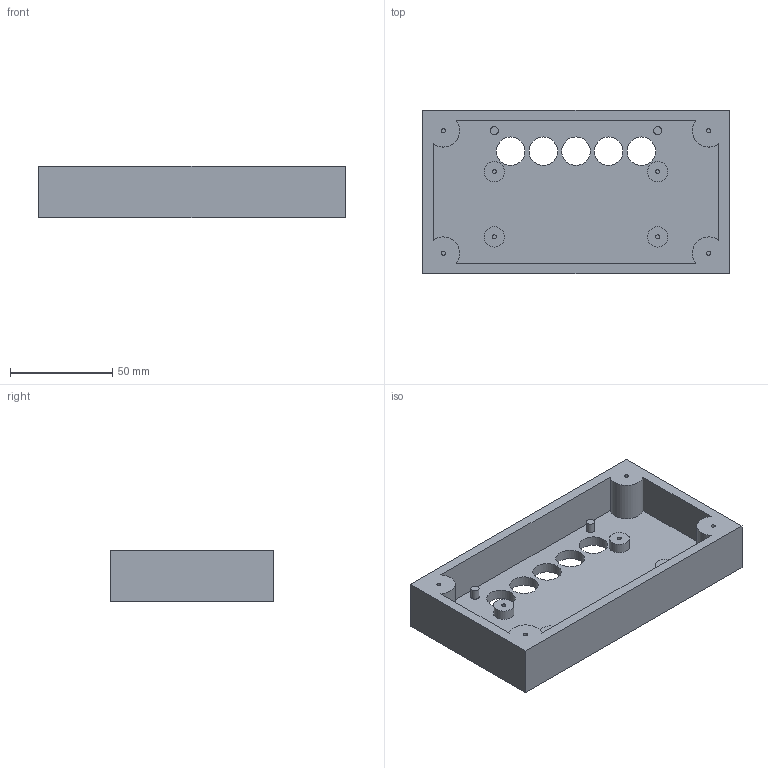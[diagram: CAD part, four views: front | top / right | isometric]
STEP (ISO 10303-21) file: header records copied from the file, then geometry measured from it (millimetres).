
FILE_DESCRIPTION(('Open CASCADE Model'),'2;1');
FILE_NAME('Open CASCADE Shape Model','2025-12-26T13:58:47',('Author'),( 'Open CASCADE'),'Open CASCADE STEP processor 7.8','build123d', 'Unknown');
FILE_SCHEMA(('AUTOMOTIVE_DESIGN { 1 0 10303 214 1 1 1 1 }'));
Length unit declared in the file: millimetre
Products named in the file (1): COMPOUND
Bounding box: 150 x 80 x 25 mm (x, y, z)
Volume: 113509.8 mm3; surface area: 44912.8 mm2
Topology: 1 solids, 1 shells, 48 faces, 93 edges, 62 vertices
Faces by surface type: plane 25, cylinder 23
Full cylindrical faces by diameter (mm): 2 x8, 4 x2, 10 x4, 14 x5
Entity records: 2464 total; most frequent: CARTESIAN_POINT 426, DIRECTION 397, ORIENTED_EDGE 186, PCURVE 186, DEFINITIONAL_REPRESENTATION 186, LINE 163, VECTOR 163, AXIS2_PLACEMENT_3D 95
